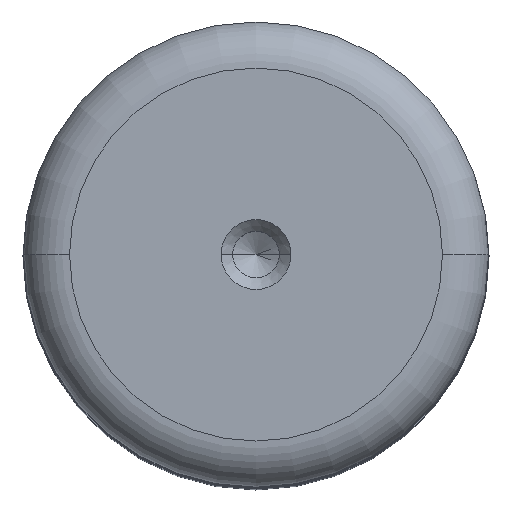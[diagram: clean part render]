
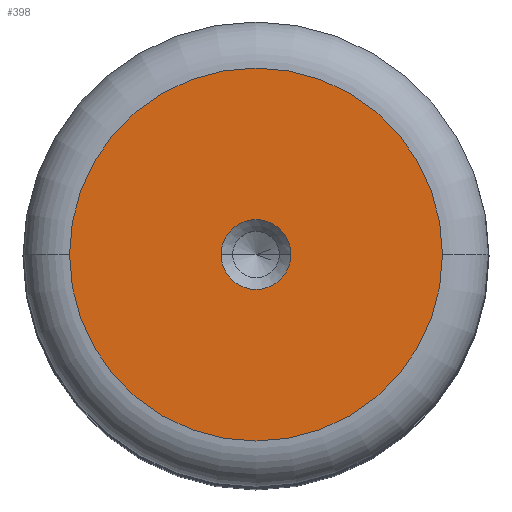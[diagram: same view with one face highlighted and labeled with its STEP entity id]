
A CAD part, top view. The second image highlights one B-rep face of the part: STEP entity #398.
In plain terms, the highlighted planar face has unit normal (0, 0, 1).
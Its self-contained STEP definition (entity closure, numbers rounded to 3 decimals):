
#9 = EDGE_CURVE ( 'NONE', #316, #11, #1636, .T. ) ;
#11 = VERTEX_POINT ( 'NONE', #1599 ) ;
#62 = DIRECTION ( 'NONE',  ( 0., 0., 1. ) ) ;
#67 = DIRECTION ( 'NONE',  ( 0., 0., 1. ) ) ;
#194 = FACE_BOUND ( 'NONE', #1890, .T. ) ;
#268 = CARTESIAN_POINT ( 'NONE',  ( 0., 0., 60. ) ) ;
#273 = CARTESIAN_POINT ( 'NONE',  ( -8.013, 0., 60. ) ) ;
#316 = VERTEX_POINT ( 'NONE', #319 ) ;
#319 = CARTESIAN_POINT ( 'NONE',  ( -1.5, 0., 60. ) ) ;
#332 = DIRECTION ( 'NONE',  ( 0., 0., 1. ) ) ;
#398 = ADVANCED_FACE ( 'NONE', ( #194, #1425 ), #800, .T. ) ;
#426 = DIRECTION ( 'NONE',  ( 1., 0., 0. ) ) ;
#449 = EDGE_CURVE ( 'NONE', #1228, #1715, #1381, .T. ) ;
#791 = AXIS2_PLACEMENT_3D ( 'NONE', #1018, #67, #1179 ) ;
#800 = PLANE ( 'NONE',  #1015 ) ;
#967 = DIRECTION ( 'NONE',  ( 1., 0., 0. ) ) ;
#1015 = AXIS2_PLACEMENT_3D ( 'NONE', #1922, #332, #1457 ) ;
#1016 = CARTESIAN_POINT ( 'NONE',  ( 0., 0., 60. ) ) ;
#1018 = CARTESIAN_POINT ( 'NONE',  ( 0., 0., 60. ) ) ;
#1128 = ORIENTED_EDGE ( 'NONE', *, *, #449, .T. ) ;
#1152 = EDGE_CURVE ( 'NONE', #1715, #1228, #1692, .T. ) ;
#1176 = DIRECTION ( 'NONE',  ( 1., 0., 0. ) ) ;
#1179 = DIRECTION ( 'NONE',  ( 1., 0., 0. ) ) ;
#1228 = VERTEX_POINT ( 'NONE', #273 ) ;
#1258 = AXIS2_PLACEMENT_3D ( 'NONE', #268, #1390, #426 ) ;
#1288 = CARTESIAN_POINT ( 'NONE',  ( 0., 0., 60. ) ) ;
#1381 = CIRCLE ( 'NONE', #1765, 8.013 ) ;
#1390 = DIRECTION ( 'NONE',  ( 0., 0., 1. ) ) ;
#1425 = FACE_OUTER_BOUND ( 'NONE', #1447, .T. ) ;
#1447 = EDGE_LOOP ( 'NONE', ( #1590, #1128 ) ) ;
#1457 = DIRECTION ( 'NONE',  ( 1., 0., 0. ) ) ;
#1547 = CIRCLE ( 'NONE', #1258, 1.5 ) ;
#1590 = ORIENTED_EDGE ( 'NONE', *, *, #1152, .T. ) ;
#1599 = CARTESIAN_POINT ( 'NONE',  ( 1.5, 0., 60. ) ) ;
#1602 = ORIENTED_EDGE ( 'NONE', *, *, #9, .F. ) ;
#1616 = DIRECTION ( 'NONE',  ( 0., 0., 1. ) ) ;
#1636 = CIRCLE ( 'NONE', #1808, 1.5 ) ;
#1687 = ORIENTED_EDGE ( 'NONE', *, *, #1878, .F. ) ;
#1692 = CIRCLE ( 'NONE', #791, 8.013 ) ;
#1715 = VERTEX_POINT ( 'NONE', #1785 ) ;
#1765 = AXIS2_PLACEMENT_3D ( 'NONE', #1016, #62, #1176 ) ;
#1785 = CARTESIAN_POINT ( 'NONE',  ( 8.013, 0., 60. ) ) ;
#1808 = AXIS2_PLACEMENT_3D ( 'NONE', #1288, #1616, #967 ) ;
#1878 = EDGE_CURVE ( 'NONE', #11, #316, #1547, .T. ) ;
#1890 = EDGE_LOOP ( 'NONE', ( #1687, #1602 ) ) ;
#1922 = CARTESIAN_POINT ( 'NONE',  ( 0., 0., 60. ) ) ;
